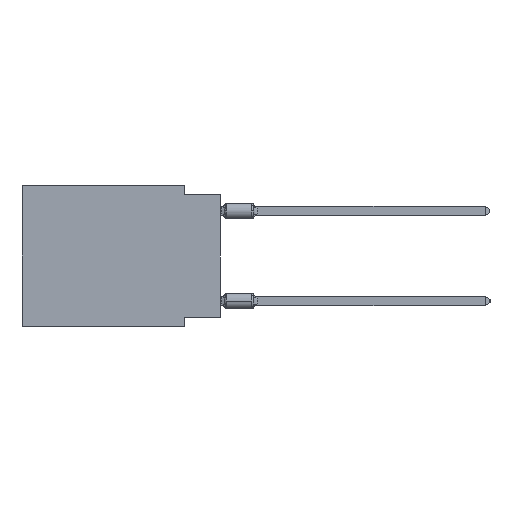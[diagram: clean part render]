
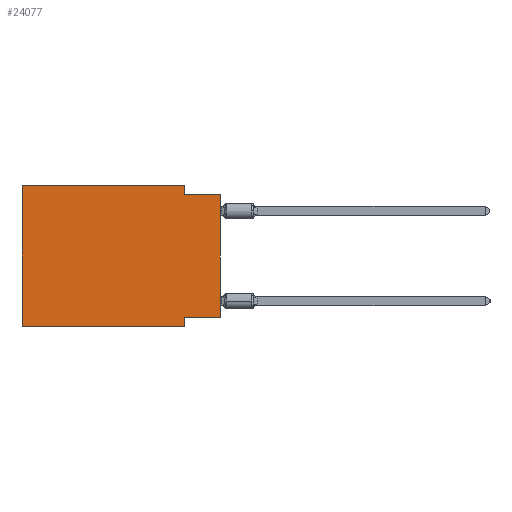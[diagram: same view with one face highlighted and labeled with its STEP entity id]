
A CAD part, left-side view. The second image highlights one B-rep face of the part: STEP entity #24077.
In plain terms, the highlighted planar face has unit normal (-1, 0, 0).
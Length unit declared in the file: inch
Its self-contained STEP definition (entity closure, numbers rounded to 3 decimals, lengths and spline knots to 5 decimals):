
#515 = CARTESIAN_POINT ( 'NONE',  ( 0., 0.55, 0. ) ) ;
#744 = LINE ( 'NONE', #24329, #35062 ) ;
#844 = EDGE_CURVE ( 'NONE', #27351, #36541, #26707, .T. ) ;
#2156 = VECTOR ( 'NONE', #9515, 39.37008 ) ;
#2513 = VERTEX_POINT ( 'NONE', #21337 ) ;
#4671 = LINE ( 'NONE', #13574, #33764 ) ;
#5359 = VECTOR ( 'NONE', #20918, 39.37008 ) ;
#5373 = CARTESIAN_POINT ( 'NONE',  ( 0., 0.55, -0.39 ) ) ;
#5419 = DIRECTION ( 'NONE',  ( 0., 0., 1. ) ) ;
#6104 = CARTESIAN_POINT ( 'NONE',  ( 0., 0., -0.025 ) ) ;
#6415 = LINE ( 'NONE', #17095, #23356 ) ;
#6838 = LINE ( 'NONE', #14924, #5359 ) ;
#6920 = DIRECTION ( 'NONE',  ( 1., 0., 0. ) ) ;
#9294 = CARTESIAN_POINT ( 'NONE',  ( 0., 0.1, 0. ) ) ;
#9313 = ORIENTED_EDGE ( 'NONE', *, *, #24969, .F. ) ;
#9393 = ORIENTED_EDGE ( 'NONE', *, *, #10660, .F. ) ;
#9515 = DIRECTION ( 'NONE',  ( 0., 0., 1. ) ) ;
#10660 = EDGE_CURVE ( 'NONE', #36541, #19601, #6838, .T. ) ;
#10888 = EDGE_CURVE ( 'NONE', #36498, #2513, #4671, .T. ) ;
#13383 = ORIENTED_EDGE ( 'NONE', *, *, #10888, .F. ) ;
#13574 = CARTESIAN_POINT ( 'NONE',  ( 0., 0.1, -0.39 ) ) ;
#14924 = CARTESIAN_POINT ( 'NONE',  ( 0., 0.1, 0. ) ) ;
#14967 = ORIENTED_EDGE ( 'NONE', *, *, #22539, .F. ) ;
#14987 = CARTESIAN_POINT ( 'NONE',  ( 0., 0.1, -0.025 ) ) ;
#15283 = VERTEX_POINT ( 'NONE', #6104 ) ;
#15781 = PLANE ( 'NONE',  #32448 ) ;
#15889 = VECTOR ( 'NONE', #5419, 39.37008 ) ;
#16174 = FACE_OUTER_BOUND ( 'NONE', #18147, .T. ) ;
#16704 = ORIENTED_EDGE ( 'NONE', *, *, #28042, .T. ) ;
#17007 = DIRECTION ( 'NONE',  ( 0., 0., -1. ) ) ;
#17095 = CARTESIAN_POINT ( 'NONE',  ( 0., 0., -0.025 ) ) ;
#17573 = CARTESIAN_POINT ( 'NONE',  ( 0., 0.55, 0. ) ) ;
#18147 = EDGE_LOOP ( 'NONE', ( #16704, #36778, #9393, #33986, #9313, #20404, #13383, #14967 ) ) ;
#18171 = CARTESIAN_POINT ( 'NONE',  ( 0., 0.55, 0. ) ) ;
#19601 = VERTEX_POINT ( 'NONE', #14987 ) ;
#20404 = ORIENTED_EDGE ( 'NONE', *, *, #23788, .T. ) ;
#20674 = VECTOR ( 'NONE', #29226, 39.37008 ) ;
#20918 = DIRECTION ( 'NONE',  ( 0., 0., -1. ) ) ;
#21337 = CARTESIAN_POINT ( 'NONE',  ( 0., 0.1, -0.39 ) ) ;
#22539 = EDGE_CURVE ( 'NONE', #29014, #36498, #744, .T. ) ;
#23356 = VECTOR ( 'NONE', #28938, 39.37008 ) ;
#23788 = EDGE_CURVE ( 'NONE', #32604, #2513, #25306, .T. ) ;
#24016 = LINE ( 'NONE', #18171, #2156 ) ;
#24077 = ADVANCED_FACE ( 'NONE', ( #16174 ), #15781, .F. ) ;
#24329 = CARTESIAN_POINT ( 'NONE',  ( 0., 0., -0.365 ) ) ;
#24561 = CARTESIAN_POINT ( 'NONE',  ( 0., 0.1, -0.365 ) ) ;
#24654 = CARTESIAN_POINT ( 'NONE',  ( 0., 0.55, 0. ) ) ;
#24969 = EDGE_CURVE ( 'NONE', #32604, #27351, #24016, .T. ) ;
#25306 = LINE ( 'NONE', #5373, #26525 ) ;
#26525 = VECTOR ( 'NONE', #28984, 39.37008 ) ;
#26707 = LINE ( 'NONE', #17573, #20674 ) ;
#27351 = VERTEX_POINT ( 'NONE', #24654 ) ;
#27609 = DIRECTION ( 'NONE',  ( 0., 0., -1. ) ) ;
#28042 = EDGE_CURVE ( 'NONE', #29014, #15283, #35192, .T. ) ;
#28858 = EDGE_CURVE ( 'NONE', #19601, #15283, #6415, .T. ) ;
#28938 = DIRECTION ( 'NONE',  ( 0., -1., 0. ) ) ;
#28984 = DIRECTION ( 'NONE',  ( 0., -1., 0. ) ) ;
#29014 = VERTEX_POINT ( 'NONE', #31565 ) ;
#29226 = DIRECTION ( 'NONE',  ( 0., -1., 0. ) ) ;
#31565 = CARTESIAN_POINT ( 'NONE',  ( 0., 0., -0.365 ) ) ;
#32297 = CARTESIAN_POINT ( 'NONE',  ( 0., 0., 0. ) ) ;
#32448 = AXIS2_PLACEMENT_3D ( 'NONE', #515, #6920, #27609 ) ;
#32604 = VERTEX_POINT ( 'NONE', #35710 ) ;
#33764 = VECTOR ( 'NONE', #17007, 39.37008 ) ;
#33986 = ORIENTED_EDGE ( 'NONE', *, *, #844, .F. ) ;
#35062 = VECTOR ( 'NONE', #36110, 39.37008 ) ;
#35192 = LINE ( 'NONE', #32297, #15889 ) ;
#35710 = CARTESIAN_POINT ( 'NONE',  ( 0., 0.55, -0.39 ) ) ;
#36110 = DIRECTION ( 'NONE',  ( 0., 1., 0. ) ) ;
#36498 = VERTEX_POINT ( 'NONE', #24561 ) ;
#36541 = VERTEX_POINT ( 'NONE', #9294 ) ;
#36778 = ORIENTED_EDGE ( 'NONE', *, *, #28858, .F. ) ;
